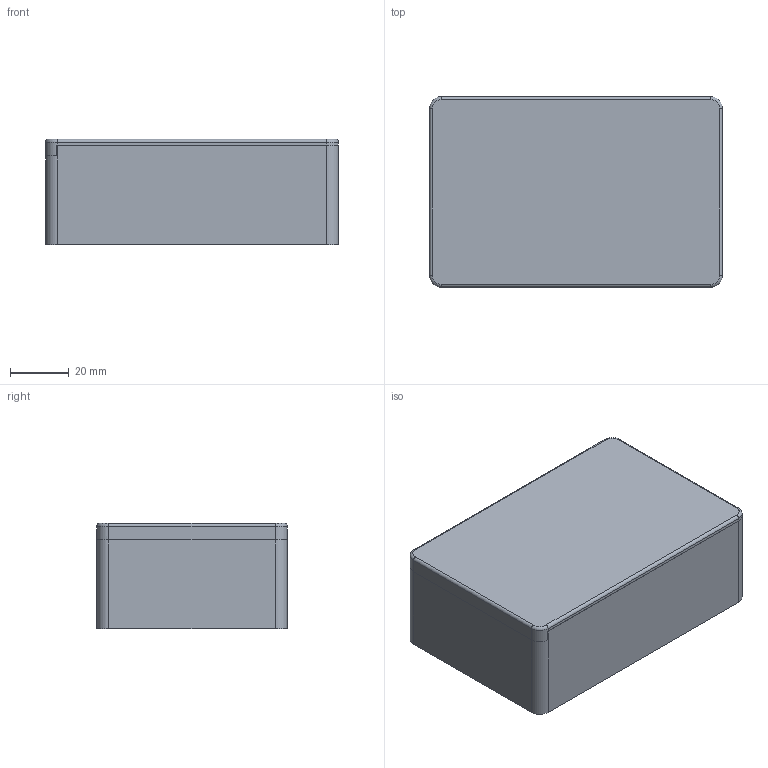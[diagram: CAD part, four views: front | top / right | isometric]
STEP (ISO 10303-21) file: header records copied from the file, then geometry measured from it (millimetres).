
FILE_DESCRIPTION(/* description */ (''),/* implementation_level */ '2;1');
FILE_NAME(/* name */ 'Plain Box v11.step',/* time_stamp */ '2023-01-08T07:59:07-07:00',/* author */ (''),/* organization */ (''),/* preprocessor_version */ 'ST-DEVELOPER v19.2',/* originating_system */ 'Autodesk Translation Framework v11.17.0.187',/* authorisation */ '');
FILE_SCHEMA (('AUTOMOTIVE_DESIGN { 1 0 10303 214 3 1 1 }'));
Length unit declared in the file: millimetre
Products named in the file (3): Plain Box; Box; Lid
Assembly tree (2 placements, depth 2):
  Plain Box
    Box
    Lid
Bounding box: 100 x 65 x 36 mm (x, y, z)
Volume: 47349.5 mm3; surface area: 49941.2 mm2
Topology: 2 solids, 2 shells, 83 faces, 218 edges, 140 vertices
Faces by surface type: plane 43, cylinder 32, bspline 4, torus 4
Entity records: 2675 total; most frequent: CARTESIAN_POINT 478, DIRECTION 462, ORIENTED_EDGE 436, EDGE_CURVE 218, AXIS2_PLACEMENT_3D 160, LINE 142, VECTOR 142, VERTEX_POINT 140
